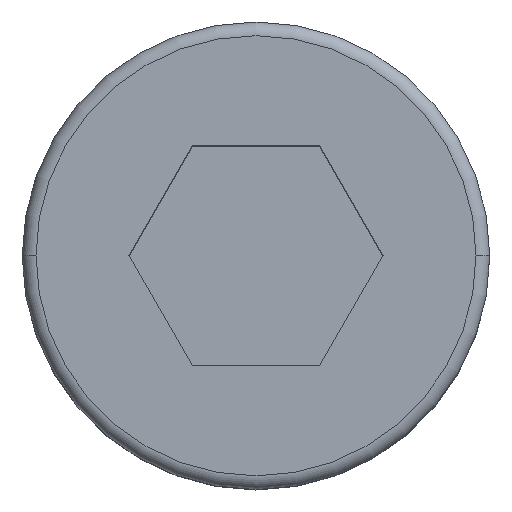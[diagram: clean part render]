
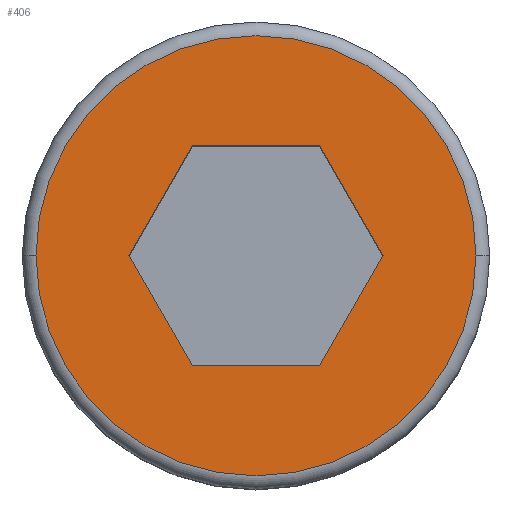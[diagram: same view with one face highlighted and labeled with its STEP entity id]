
A CAD part, top view. The second image highlights one B-rep face of the part: STEP entity #406.
In plain terms, the highlighted planar face has unit normal (0, 0, 1).
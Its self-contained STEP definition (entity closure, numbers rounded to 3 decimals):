
#2 = PLANE ( 'NONE',  #286 ) ;
#4 = DIRECTION ( 'NONE',  ( 0., 0., 1. ) ) ;
#13 = DIRECTION ( 'NONE',  ( 0.5, 0.866, 0. ) ) ;
#44 = CARTESIAN_POINT ( 'NONE',  ( -2.309, 0., 5. ) ) ;
#60 = CARTESIAN_POINT ( 'NONE',  ( 0., 0., 5. ) ) ;
#65 = VERTEX_POINT ( 'NONE', #196 ) ;
#71 = VECTOR ( 'NONE', #91, 1000. ) ;
#75 = DIRECTION ( 'NONE',  ( 1., 0., 0. ) ) ;
#89 = LINE ( 'NONE', #358, #495 ) ;
#91 = DIRECTION ( 'NONE',  ( 0.5, -0.866, 0. ) ) ;
#96 = CARTESIAN_POINT ( 'NONE',  ( 4., 0., 5. ) ) ;
#100 = ORIENTED_EDGE ( 'NONE', *, *, #517, .F. ) ;
#107 = DIRECTION ( 'NONE',  ( -0.5, -0.866, 0. ) ) ;
#110 = CARTESIAN_POINT ( 'NONE',  ( -2.309, 0., 5. ) ) ;
#113 = CARTESIAN_POINT ( 'NONE',  ( -4., 0., 5. ) ) ;
#119 = DIRECTION ( 'NONE',  ( 0., 0., 1. ) ) ;
#129 = CARTESIAN_POINT ( 'NONE',  ( 2.309, 0., 5. ) ) ;
#135 = DIRECTION ( 'NONE',  ( -1., 0., 0. ) ) ;
#145 = CARTESIAN_POINT ( 'NONE',  ( 0., 0., 5. ) ) ;
#147 = ORIENTED_EDGE ( 'NONE', *, *, #540, .T. ) ;
#150 = VERTEX_POINT ( 'NONE', #207 ) ;
#159 = DIRECTION ( 'NONE',  ( 1., 0., 0. ) ) ;
#164 = VERTEX_POINT ( 'NONE', #113 ) ;
#166 = CARTESIAN_POINT ( 'NONE',  ( 1.155, 2., 5. ) ) ;
#180 = CARTESIAN_POINT ( 'NONE',  ( 2.309, 0., 5. ) ) ;
#181 = VECTOR ( 'NONE', #107, 1000. ) ;
#191 = EDGE_CURVE ( 'NONE', #230, #435, #537, .T. ) ;
#192 = CARTESIAN_POINT ( 'NONE',  ( 1.155, 2., 5. ) ) ;
#196 = CARTESIAN_POINT ( 'NONE',  ( 1.155, -2., 5. ) ) ;
#207 = CARTESIAN_POINT ( 'NONE',  ( -1.155, -2., 5. ) ) ;
#213 = EDGE_CURVE ( 'NONE', #435, #499, #407, .T. ) ;
#220 = ORIENTED_EDGE ( 'NONE', *, *, #325, .F. ) ;
#230 = VERTEX_POINT ( 'NONE', #180 ) ;
#237 = VECTOR ( 'NONE', #408, 1000. ) ;
#286 = AXIS2_PLACEMENT_3D ( 'NONE', #145, #4, #572 ) ;
#298 = VECTOR ( 'NONE', #135, 1000. ) ;
#311 = EDGE_LOOP ( 'NONE', ( #147, #528 ) ) ;
#325 = EDGE_CURVE ( 'NONE', #150, #65, #89, .T. ) ;
#347 = CARTESIAN_POINT ( 'NONE',  ( -1.155, 2., 5. ) ) ;
#358 = CARTESIAN_POINT ( 'NONE',  ( -1.155, -2., 5. ) ) ;
#383 = EDGE_LOOP ( 'NONE', ( #604, #426, #220, #480, #100, #585 ) ) ;
#385 = VECTOR ( 'NONE', #13, 1000. ) ;
#393 = AXIS2_PLACEMENT_3D ( 'NONE', #598, #477, #489 ) ;
#399 = VERTEX_POINT ( 'NONE', #96 ) ;
#404 = CIRCLE ( 'NONE', #473, 4. ) ;
#406 = ADVANCED_FACE ( 'NONE', ( #469, #464 ), #2, .T. ) ;
#407 = LINE ( 'NONE', #166, #298 ) ;
#408 = DIRECTION ( 'NONE',  ( -0.5, 0.866, 0. ) ) ;
#415 = CARTESIAN_POINT ( 'NONE',  ( 1.155, -2., 5. ) ) ;
#426 = ORIENTED_EDGE ( 'NONE', *, *, #496, .F. ) ;
#435 = VERTEX_POINT ( 'NONE', #192 ) ;
#440 = LINE ( 'NONE', #547, #181 ) ;
#464 = FACE_OUTER_BOUND ( 'NONE', #311, .T. ) ;
#468 = EDGE_CURVE ( 'NONE', #618, #150, #527, .T. ) ;
#469 = FACE_BOUND ( 'NONE', #383, .T. ) ;
#473 = AXIS2_PLACEMENT_3D ( 'NONE', #60, #119, #159 ) ;
#477 = DIRECTION ( 'NONE',  ( 0., 0., 1. ) ) ;
#480 = ORIENTED_EDGE ( 'NONE', *, *, #468, .F. ) ;
#489 = DIRECTION ( 'NONE',  ( 1., 0., 0. ) ) ;
#495 = VECTOR ( 'NONE', #75, 1000. ) ;
#496 = EDGE_CURVE ( 'NONE', #65, #230, #566, .T. ) ;
#499 = VERTEX_POINT ( 'NONE', #347 ) ;
#502 = EDGE_CURVE ( 'NONE', #164, #399, #532, .T. ) ;
#517 = EDGE_CURVE ( 'NONE', #499, #618, #440, .T. ) ;
#527 = LINE ( 'NONE', #44, #71 ) ;
#528 = ORIENTED_EDGE ( 'NONE', *, *, #502, .T. ) ;
#532 = CIRCLE ( 'NONE', #393, 4. ) ;
#537 = LINE ( 'NONE', #129, #237 ) ;
#540 = EDGE_CURVE ( 'NONE', #399, #164, #404, .T. ) ;
#547 = CARTESIAN_POINT ( 'NONE',  ( -1.155, 2., 5. ) ) ;
#566 = LINE ( 'NONE', #415, #385 ) ;
#572 = DIRECTION ( 'NONE',  ( 1., 0., 0. ) ) ;
#585 = ORIENTED_EDGE ( 'NONE', *, *, #213, .F. ) ;
#598 = CARTESIAN_POINT ( 'NONE',  ( 0., 0., 5. ) ) ;
#604 = ORIENTED_EDGE ( 'NONE', *, *, #191, .F. ) ;
#618 = VERTEX_POINT ( 'NONE', #110 ) ;
